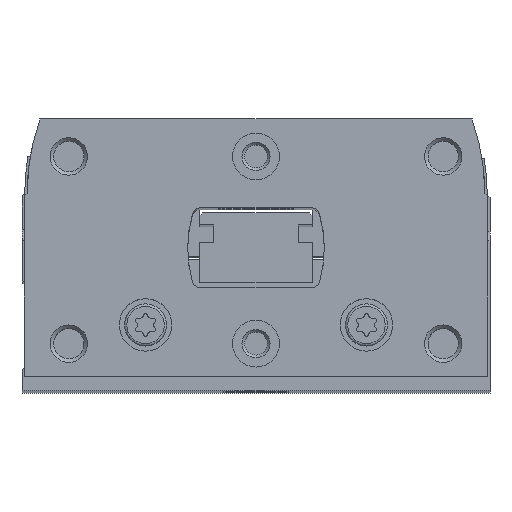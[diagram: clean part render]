
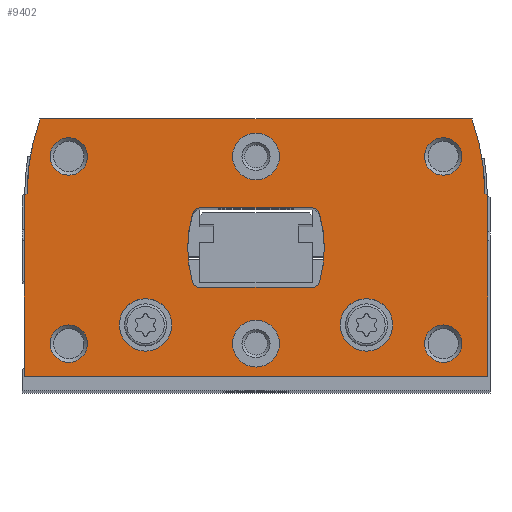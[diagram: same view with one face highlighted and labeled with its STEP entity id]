
A CAD part, top view. The second image highlights one B-rep face of the part: STEP entity #9402.
In plain terms, the highlighted planar face has unit normal (0, 0, 1).
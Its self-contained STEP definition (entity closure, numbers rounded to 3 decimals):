
#418=LINE('',#14579,#916);
#423=LINE('',#14589,#921);
#441=LINE('',#14635,#939);
#447=LINE('',#14647,#945);
#461=LINE('',#14726,#959);
#463=LINE('',#14729,#961);
#464=LINE('',#14765,#962);
#465=LINE('',#14785,#963);
#916=VECTOR('',#12012,1000.);
#921=VECTOR('',#12019,1000.);
#939=VECTOR('',#12055,1000.);
#945=VECTOR('',#12065,1000.);
#959=VECTOR('',#12127,1000.);
#961=VECTOR('',#12131,1000.);
#962=VECTOR('',#12168,1000.);
#963=VECTOR('',#12189,1000.);
#1223=PLANE('',#10228);
#2472=ORIENTED_EDGE('',*,*,#4088,.F.);
#2473=ORIENTED_EDGE('',*,*,#4089,.F.);
#2474=ORIENTED_EDGE('',*,*,#4090,.T.);
#2475=ORIENTED_EDGE('',*,*,#4091,.T.);
#2476=ORIENTED_EDGE('',*,*,#4092,.T.);
#2477=ORIENTED_EDGE('',*,*,#4093,.T.);
#2478=ORIENTED_EDGE('',*,*,#4094,.T.);
#2479=ORIENTED_EDGE('',*,*,#4095,.T.);
#2480=ORIENTED_EDGE('',*,*,#4046,.F.);
#2481=ORIENTED_EDGE('',*,*,#4067,.F.);
#2482=ORIENTED_EDGE('',*,*,#4059,.F.);
#2483=ORIENTED_EDGE('',*,*,#4055,.F.);
#2484=ORIENTED_EDGE('',*,*,#4096,.F.);
#2485=ORIENTED_EDGE('',*,*,#4097,.F.);
#2486=ORIENTED_EDGE('',*,*,#4098,.F.);
#2487=ORIENTED_EDGE('',*,*,#4049,.F.);
#2488=ORIENTED_EDGE('',*,*,#4032,.T.);
#2489=ORIENTED_EDGE('',*,*,#4026,.T.);
#2490=ORIENTED_EDGE('',*,*,#4069,.T.);
#2491=ORIENTED_EDGE('',*,*,#3997,.T.);
#2492=ORIENTED_EDGE('',*,*,#4002,.T.);
#2493=ORIENTED_EDGE('',*,*,#4006,.T.);
#2494=ORIENTED_EDGE('',*,*,#4087,.T.);
#2495=ORIENTED_EDGE('',*,*,#4038,.T.);
#3997=EDGE_CURVE('',#4918,#4917,#418,.T.);
#4002=EDGE_CURVE('',#4917,#4921,#423,.T.);
#4006=EDGE_CURVE('',#4921,#4923,#5514,.T.);
#4026=EDGE_CURVE('',#4938,#4940,#441,.T.);
#4032=EDGE_CURVE('',#4944,#4938,#447,.T.);
#4038=EDGE_CURVE('',#4949,#4944,#5520,.T.);
#4046=EDGE_CURVE('',#4954,#4955,#5524,.T.);
#4049=EDGE_CURVE('',#4955,#4956,#5525,.T.);
#4055=EDGE_CURVE('',#4960,#4961,#5528,.T.);
#4059=EDGE_CURVE('',#4961,#4964,#5530,.T.);
#4067=EDGE_CURVE('',#4964,#4954,#461,.T.);
#4069=EDGE_CURVE('',#4940,#4918,#463,.T.);
#4087=EDGE_CURVE('',#4923,#4949,#464,.T.);
#4088=EDGE_CURVE('',#4987,#4987,#5553,.T.);
#4089=EDGE_CURVE('',#4988,#4988,#5554,.T.);
#4090=EDGE_CURVE('',#4989,#4989,#5555,.T.);
#4091=EDGE_CURVE('',#4990,#4990,#5556,.T.);
#4092=EDGE_CURVE('',#4991,#4991,#5557,.T.);
#4093=EDGE_CURVE('',#4992,#4992,#5558,.T.);
#4094=EDGE_CURVE('',#4993,#4993,#5559,.T.);
#4095=EDGE_CURVE('',#4994,#4994,#5560,.T.);
#4096=EDGE_CURVE('',#4995,#4960,#5561,.T.);
#4097=EDGE_CURVE('',#4996,#4995,#465,.T.);
#4098=EDGE_CURVE('',#4956,#4996,#5562,.T.);
#4917=VERTEX_POINT('',#14578);
#4918=VERTEX_POINT('',#14580);
#4921=VERTEX_POINT('',#14588);
#4923=VERTEX_POINT('',#14595);
#4938=VERTEX_POINT('',#14629);
#4940=VERTEX_POINT('',#14634);
#4944=VERTEX_POINT('',#14645);
#4949=VERTEX_POINT('',#14660);
#4954=VERTEX_POINT('',#14676);
#4955=VERTEX_POINT('',#14678);
#4956=VERTEX_POINT('',#14686);
#4960=VERTEX_POINT('',#14699);
#4961=VERTEX_POINT('',#14701);
#4964=VERTEX_POINT('',#14712);
#4987=VERTEX_POINT('',#14768);
#4988=VERTEX_POINT('',#14770);
#4989=VERTEX_POINT('',#14772);
#4990=VERTEX_POINT('',#14774);
#4991=VERTEX_POINT('',#14776);
#4992=VERTEX_POINT('',#14778);
#4993=VERTEX_POINT('',#14780);
#4994=VERTEX_POINT('',#14782);
#4995=VERTEX_POINT('',#14784);
#4996=VERTEX_POINT('',#14786);
#5514=CIRCLE('',#10176,24.);
#5520=CIRCLE('',#10188,24.);
#5524=CIRCLE('',#10193,0.8);
#5525=CIRCLE('',#10195,13.);
#5528=CIRCLE('',#10199,13.);
#5530=CIRCLE('',#10202,0.8);
#5553=CIRCLE('',#10229,2.8);
#5554=CIRCLE('',#10230,2.8);
#5555=CIRCLE('',#10231,2.5);
#5556=CIRCLE('',#10232,2.5);
#5557=CIRCLE('',#10233,2.);
#5558=CIRCLE('',#10234,2.);
#5559=CIRCLE('',#10235,2.);
#5560=CIRCLE('',#10236,2.);
#5561=CIRCLE('',#10237,0.8);
#5562=CIRCLE('',#10238,0.8);
#6158=EDGE_LOOP('',(#2472));
#6159=EDGE_LOOP('',(#2473));
#6160=EDGE_LOOP('',(#2474));
#6161=EDGE_LOOP('',(#2475));
#6162=EDGE_LOOP('',(#2476));
#6163=EDGE_LOOP('',(#2477));
#6164=EDGE_LOOP('',(#2478));
#6165=EDGE_LOOP('',(#2479));
#6166=EDGE_LOOP('',(#2480,#2481,#2482,#2483,#2484,#2485,#2486,#2487));
#6167=EDGE_LOOP('',(#2488,#2489,#2490,#2491,#2492,#2493,#2494,#2495));
#6900=FACE_BOUND('',#6158,.T.);
#6901=FACE_BOUND('',#6159,.T.);
#6902=FACE_BOUND('',#6160,.T.);
#6903=FACE_BOUND('',#6161,.T.);
#6904=FACE_BOUND('',#6162,.T.);
#6905=FACE_BOUND('',#6163,.T.);
#6906=FACE_BOUND('',#6164,.T.);
#6907=FACE_BOUND('',#6165,.T.);
#6908=FACE_BOUND('',#6166,.T.);
#6909=FACE_BOUND('',#6167,.T.);
#9402=ADVANCED_FACE('',(#6900,#6901,#6902,#6903,#6904,#6905,#6906,#6907,
#6908,#6909),#1223,.T.);
#10176=AXIS2_PLACEMENT_3D('',#14596,#12026,#12027);
#10188=AXIS2_PLACEMENT_3D('',#14659,#12076,#12077);
#10193=AXIS2_PLACEMENT_3D('',#14677,#12089,#12090);
#10195=AXIS2_PLACEMENT_3D('',#14685,#12094,#12095);
#10199=AXIS2_PLACEMENT_3D('',#14700,#12104,#12105);
#10202=AXIS2_PLACEMENT_3D('',#14711,#12111,#12112);
#10228=AXIS2_PLACEMENT_3D('',#14766,#12169,#12170);
#10229=AXIS2_PLACEMENT_3D('',#14767,#12171,#12172);
#10230=AXIS2_PLACEMENT_3D('',#14769,#12173,#12174);
#10231=AXIS2_PLACEMENT_3D('',#14771,#12175,#12176);
#10232=AXIS2_PLACEMENT_3D('',#14773,#12177,#12178);
#10233=AXIS2_PLACEMENT_3D('',#14775,#12179,#12180);
#10234=AXIS2_PLACEMENT_3D('',#14777,#12181,#12182);
#10235=AXIS2_PLACEMENT_3D('',#14779,#12183,#12184);
#10236=AXIS2_PLACEMENT_3D('',#14781,#12185,#12186);
#10237=AXIS2_PLACEMENT_3D('',#14783,#12187,#12188);
#10238=AXIS2_PLACEMENT_3D('',#14787,#12190,#12191);
#12012=DIRECTION('',(0.,1.,0.));
#12019=DIRECTION('',(-0.866,0.5,0.));
#12026=DIRECTION('',(0.,0.,1.));
#12027=DIRECTION('',(1.,0.,0.));
#12055=DIRECTION('',(0.,-1.,0.));
#12065=DIRECTION('',(-0.866,-0.5,0.));
#12076=DIRECTION('',(0.,0.,1.));
#12077=DIRECTION('',(1.,0.,0.));
#12089=DIRECTION('',(0.,0.,1.));
#12090=DIRECTION('',(1.,0.,0.));
#12094=DIRECTION('',(0.,0.,1.));
#12095=DIRECTION('',(1.,0.,0.));
#12104=DIRECTION('',(0.,0.,1.));
#12105=DIRECTION('',(1.,0.,0.));
#12111=DIRECTION('',(0.,0.,1.));
#12112=DIRECTION('',(1.,0.,0.));
#12127=DIRECTION('',(-1.,0.,0.));
#12131=DIRECTION('',(1.,0.,0.));
#12168=DIRECTION('',(-1.,0.,0.));
#12169=DIRECTION('',(0.,0.,1.));
#12170=DIRECTION('',(1.,0.,0.));
#12171=DIRECTION('',(0.,0.,1.));
#12172=DIRECTION('',(1.,0.,0.));
#12173=DIRECTION('',(0.,0.,1.));
#12174=DIRECTION('',(1.,0.,0.));
#12175=DIRECTION('',(0.,0.,-1.));
#12176=DIRECTION('',(-1.,0.,0.));
#12177=DIRECTION('',(0.,0.,-1.));
#12178=DIRECTION('',(-1.,0.,0.));
#12179=DIRECTION('',(0.,0.,-1.));
#12180=DIRECTION('',(-1.,0.,0.));
#12181=DIRECTION('',(0.,0.,-1.));
#12182=DIRECTION('',(-1.,0.,0.));
#12183=DIRECTION('',(0.,0.,-1.));
#12184=DIRECTION('',(-1.,0.,0.));
#12185=DIRECTION('',(0.,0.,-1.));
#12186=DIRECTION('',(-1.,0.,0.));
#12187=DIRECTION('',(0.,0.,1.));
#12188=DIRECTION('',(1.,0.,0.));
#12189=DIRECTION('',(1.,0.,0.));
#12190=DIRECTION('',(0.,0.,1.));
#12191=DIRECTION('',(1.,0.,0.));
#14578=CARTESIAN_POINT('',(24.75,19.327,0.));
#14579=CARTESIAN_POINT('',(24.75,0.,0.));
#14580=CARTESIAN_POINT('',(24.75,0.,0.));
#14588=CARTESIAN_POINT('',(24.45,19.5,0.));
#14589=CARTESIAN_POINT('',(24.75,19.327,0.));
#14595=CARTESIAN_POINT('',(23.077,27.5,0.));
#14596=CARTESIAN_POINT('',(0.45,19.5,0.));
#14629=CARTESIAN_POINT('',(-24.75,19.327,0.));
#14634=CARTESIAN_POINT('',(-24.75,0.,0.));
#14635=CARTESIAN_POINT('',(-24.75,19.327,0.));
#14645=CARTESIAN_POINT('',(-24.45,19.5,0.));
#14647=CARTESIAN_POINT('',(-24.45,19.5,0.));
#14659=CARTESIAN_POINT('',(-0.45,19.5,0.));
#14660=CARTESIAN_POINT('',(-23.077,27.5,0.));
#14676=CARTESIAN_POINT('',(-6.002,18.,0.));
#14677=CARTESIAN_POINT('',(-6.002,17.2,0.));
#14678=CARTESIAN_POINT('',(-6.769,17.426,0.));
#14685=CARTESIAN_POINT('',(5.7,13.75,0.));
#14686=CARTESIAN_POINT('',(-6.769,10.074,0.));
#14699=CARTESIAN_POINT('',(6.769,10.074,0.));
#14700=CARTESIAN_POINT('',(-5.7,13.75,0.));
#14701=CARTESIAN_POINT('',(6.769,17.426,0.));
#14711=CARTESIAN_POINT('',(6.002,17.2,0.));
#14712=CARTESIAN_POINT('',(6.002,18.,0.));
#14726=CARTESIAN_POINT('',(6.002,18.,0.));
#14729=CARTESIAN_POINT('',(-24.75,0.,0.));
#14765=CARTESIAN_POINT('',(23.077,27.5,0.));
#14766=CARTESIAN_POINT('',(0.45,19.5,0.));
#14767=CARTESIAN_POINT('',(-11.8,5.5,0.));
#14768=CARTESIAN_POINT('',(-9.,5.5,0.));
#14769=CARTESIAN_POINT('',(11.8,5.5,0.));
#14770=CARTESIAN_POINT('',(14.6,5.5,0.));
#14771=CARTESIAN_POINT('',(0.,3.5,0.));
#14772=CARTESIAN_POINT('',(-2.5,3.5,0.));
#14773=CARTESIAN_POINT('',(0.,23.5,0.));
#14774=CARTESIAN_POINT('',(-2.5,23.5,0.));
#14775=CARTESIAN_POINT('',(20.,3.5,0.));
#14776=CARTESIAN_POINT('',(18.,3.5,0.));
#14777=CARTESIAN_POINT('',(-20.,3.5,0.));
#14778=CARTESIAN_POINT('',(-22.,3.5,0.));
#14779=CARTESIAN_POINT('',(-20.,23.5,0.));
#14780=CARTESIAN_POINT('',(-22.,23.5,0.));
#14781=CARTESIAN_POINT('',(20.,23.5,0.));
#14782=CARTESIAN_POINT('',(18.,23.5,0.));
#14783=CARTESIAN_POINT('',(6.002,10.3,0.));
#14784=CARTESIAN_POINT('',(6.002,9.5,0.));
#14785=CARTESIAN_POINT('',(-6.002,9.5,0.));
#14786=CARTESIAN_POINT('',(-6.002,9.5,0.));
#14787=CARTESIAN_POINT('',(-6.002,10.3,0.));
